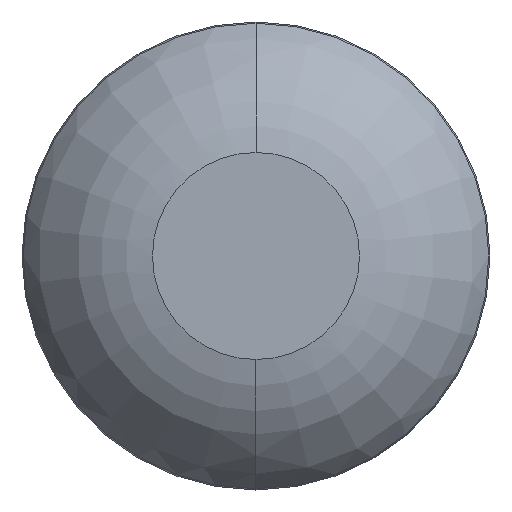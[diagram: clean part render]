
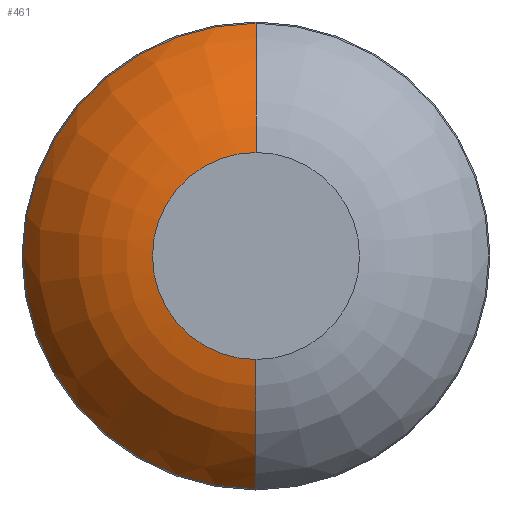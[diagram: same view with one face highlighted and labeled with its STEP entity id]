
A CAD part, left-side view. The second image highlights one B-rep face of the part: STEP entity #461.
In plain terms, the highlighted toroidal (fillet/blend) face has major radius 2.284 mm and minor radius 5.529 mm.
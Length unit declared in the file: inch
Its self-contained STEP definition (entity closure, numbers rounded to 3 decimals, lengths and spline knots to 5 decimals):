
#15 = CIRCLE ( 'NONE', #684, 0.12446 ) ;
#16 = CARTESIAN_POINT ( 'NONE',  ( -0.01653, 0., 0.27982 ) ) ;
#17 = AXIS2_PLACEMENT_3D ( 'NONE', #472, #299, #459 ) ;
#49 = AXIS2_PLACEMENT_3D ( 'NONE', #198, #710, #213 ) ;
#69 = ORIENTED_EDGE ( 'NONE', *, *, #180, .T. ) ;
#96 = DIRECTION ( 'NONE',  ( 0., 0., 1. ) ) ;
#105 = AXIS2_PLACEMENT_3D ( 'NONE', #178, #246, #675 ) ;
#112 = EDGE_CURVE ( 'NONE', #558, #650, #15, .T. ) ;
#134 = VERTEX_POINT ( 'NONE', #424 ) ;
#147 = CARTESIAN_POINT ( 'NONE',  ( -0.01653, 0., 0. ) ) ;
#151 = DIRECTION ( 'NONE',  ( 0., 0., 1. ) ) ;
#161 = AXIS2_PLACEMENT_3D ( 'NONE', #147, #312, #151 ) ;
#164 = ORIENTED_EDGE ( 'NONE', *, *, #408, .F. ) ;
#178 = CARTESIAN_POINT ( 'NONE',  ( 0.08994, 0., 0. ) ) ;
#180 = EDGE_CURVE ( 'NONE', #134, #650, #535, .T. ) ;
#198 = CARTESIAN_POINT ( 'NONE',  ( 0.08994, 0., -0.08994 ) ) ;
#203 = EDGE_LOOP ( 'NONE', ( #663, #69, #571, #164 ) ) ;
#213 = DIRECTION ( 'NONE',  ( 0., 0., 1. ) ) ;
#246 = DIRECTION ( 'NONE',  ( -1., 0., 0. ) ) ;
#299 = DIRECTION ( 'NONE',  ( 0., -1., 0. ) ) ;
#303 = FACE_OUTER_BOUND ( 'NONE', #203, .T. ) ;
#312 = DIRECTION ( 'NONE',  ( -1., 0., 0. ) ) ;
#400 = VERTEX_POINT ( 'NONE', #16 ) ;
#402 = TOROIDAL_SURFACE ( 'NONE', #105, 0.08994, 0.21769 ) ;
#408 = EDGE_CURVE ( 'NONE', #400, #558, #526, .T. ) ;
#424 = CARTESIAN_POINT ( 'NONE',  ( -0.01653, 0., -0.27982 ) ) ;
#435 = CIRCLE ( 'NONE', #161, 0.27982 ) ;
#459 = DIRECTION ( 'NONE',  ( 0., 0., -1. ) ) ;
#461 = ADVANCED_FACE ( 'NONE', ( #303 ), #402, .T. ) ;
#472 = CARTESIAN_POINT ( 'NONE',  ( 0.08994, 0., 0.08994 ) ) ;
#526 = CIRCLE ( 'NONE', #17, 0.21769 ) ;
#532 = CARTESIAN_POINT ( 'NONE',  ( -0.125, 0., -0.12446 ) ) ;
#535 = CIRCLE ( 'NONE', #49, 0.21769 ) ;
#558 = VERTEX_POINT ( 'NONE', #648 ) ;
#571 = ORIENTED_EDGE ( 'NONE', *, *, #112, .F. ) ;
#589 = CARTESIAN_POINT ( 'NONE',  ( -0.125, 0., 0. ) ) ;
#595 = DIRECTION ( 'NONE',  ( -1., 0., 0. ) ) ;
#615 = EDGE_CURVE ( 'NONE', #400, #134, #435, .T. ) ;
#648 = CARTESIAN_POINT ( 'NONE',  ( -0.125, 0., 0.12446 ) ) ;
#650 = VERTEX_POINT ( 'NONE', #532 ) ;
#663 = ORIENTED_EDGE ( 'NONE', *, *, #615, .T. ) ;
#675 = DIRECTION ( 'NONE',  ( 0., 0., 1. ) ) ;
#684 = AXIS2_PLACEMENT_3D ( 'NONE', #589, #595, #96 ) ;
#710 = DIRECTION ( 'NONE',  ( 0., 1., 0. ) ) ;
